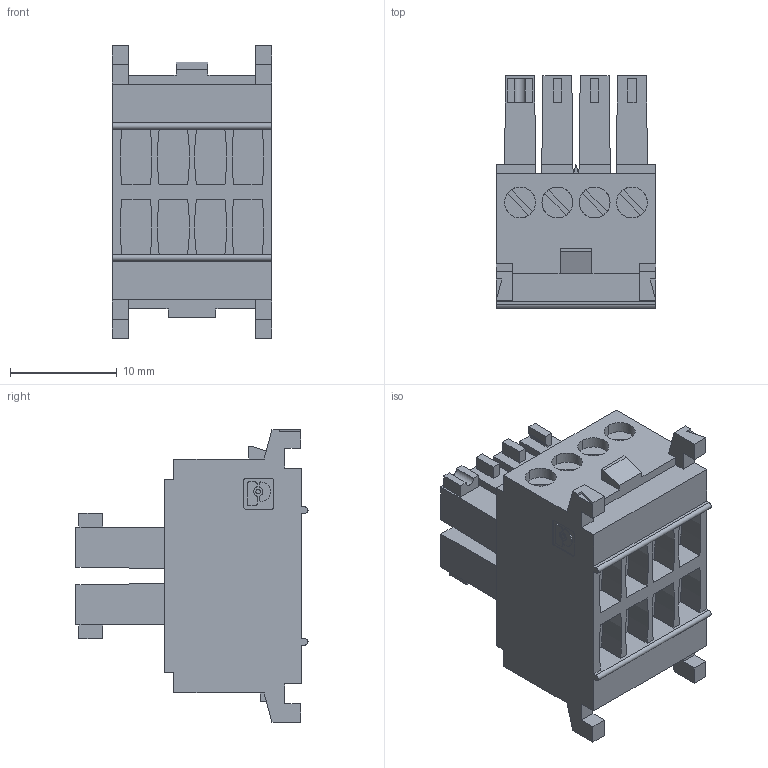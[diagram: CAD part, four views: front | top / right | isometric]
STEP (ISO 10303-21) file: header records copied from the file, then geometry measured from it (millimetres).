
FILE_DESCRIPTION(('Creo Elements/Direct Modeling STEP Export'),'2;1');
FILE_NAME('model.stp','2019-10-28T 9:59:56',(''),(''),'Creo Elements/Direct Modeling STEP processor for AP214 (Solid Model)','Creo Elements/Direct Modeling 20.1A 29-Sep-2018 (C) Parametric Technology GmbH','');
FILE_SCHEMA(('AUTOMOTIVE_DESIGN { 1 0 10303 214 1 1 1 1 }'));
Length unit declared in the file: millimetre
Products named in the file (2): VC-TFS8_pluscon-select; VC-TFS_8
Assembly tree (1 placements, depth 2):
  VC-TFS_8
    VC-TFS8_pluscon-select
Bounding box: 15 x 21.79 x 27.5 mm (x, y, z)
Volume: 4505.6 mm3; surface area: 3267.8 mm2
Topology: 1 solids, 1 shells, 330 faces, 869 edges, 571 vertices
Faces by surface type: plane 226, cylinder 72, cone 32
Entity records: 12084 total; most frequent: ORIENTED_EDGE 1738, CARTESIAN_POINT 1618, DIRECTION 1461, EDGE_CURVE 869, VECTOR 633, LINE 633, VERTEX_POINT 571, AXIS2_PLACEMENT_3D 414
